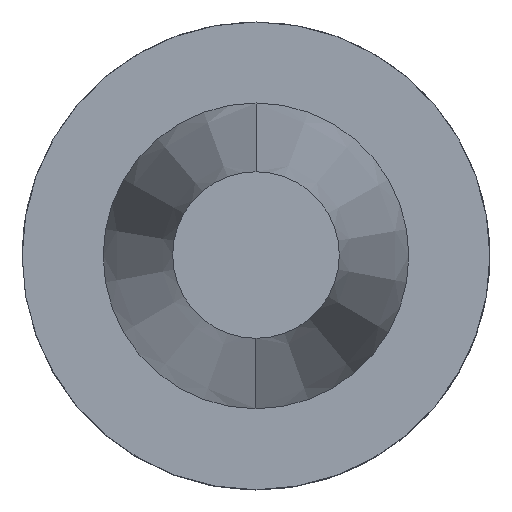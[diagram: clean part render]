
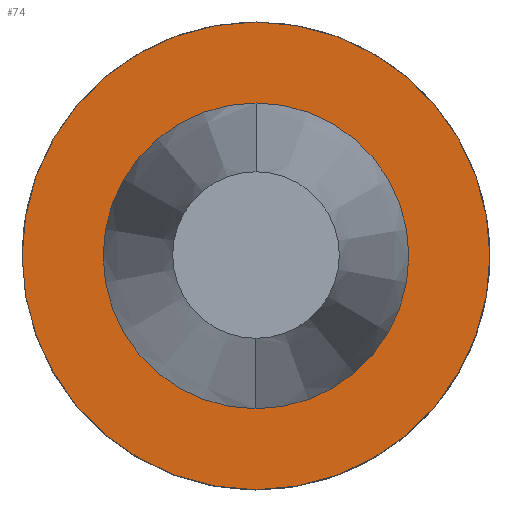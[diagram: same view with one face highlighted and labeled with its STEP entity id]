
A CAD part, top view. The second image highlights one B-rep face of the part: STEP entity #74.
In plain terms, the highlighted planar face has unit normal (0, 0, 1).
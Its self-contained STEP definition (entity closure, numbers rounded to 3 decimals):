
#74=ADVANCED_FACE('',(#96,#97),#91,.F.);
#91=PLANE('',#302);
#96=FACE_BOUND('',#118,.T.);
#97=FACE_BOUND('',#119,.T.);
#118=EDGE_LOOP('',(#146));
#119=EDGE_LOOP('',(#147,#148));
#146=ORIENTED_EDGE('',*,*,#226,.T.);
#147=ORIENTED_EDGE('',*,*,#227,.T.);
#148=ORIENTED_EDGE('',*,*,#228,.T.);
#202=VERTEX_POINT('',#431);
#203=VERTEX_POINT('',#433);
#204=VERTEX_POINT('',#434);
#226=EDGE_CURVE('',#202,#202,#254,.T.);
#227=EDGE_CURVE('',#203,#204,#255,.T.);
#228=EDGE_CURVE('',#204,#203,#256,.T.);
#254=CIRCLE('',#299,25.);
#255=CIRCLE('',#300,16.342);
#256=CIRCLE('',#301,16.342);
#299=AXIS2_PLACEMENT_3D('',#430,#344,#345);
#300=AXIS2_PLACEMENT_3D('',#432,#346,#347);
#301=AXIS2_PLACEMENT_3D('',#435,#348,#349);
#302=AXIS2_PLACEMENT_3D('',#436,#350,#351);
#344=DIRECTION('',(0.,0.,1.));
#345=DIRECTION('',(-1.,0.,0.));
#346=DIRECTION('',(0.,0.,-1.));
#347=DIRECTION('',(-1.,0.,0.));
#348=DIRECTION('',(0.,0.,-1.));
#349=DIRECTION('',(-1.,0.,0.));
#350=DIRECTION('',(0.,0.,-1.));
#351=DIRECTION('',(0.,-1.,0.));
#430=CARTESIAN_POINT('',(0.,0.,-3.2));
#431=CARTESIAN_POINT('',(-25.,0.,-3.2));
#432=CARTESIAN_POINT('',(0.,0.,-3.2));
#433=CARTESIAN_POINT('',(0.,-16.342,-3.2));
#434=CARTESIAN_POINT('',(0.,16.342,-3.2));
#435=CARTESIAN_POINT('',(0.,0.,-3.2));
#436=CARTESIAN_POINT('',(0.,0.,-3.2));
